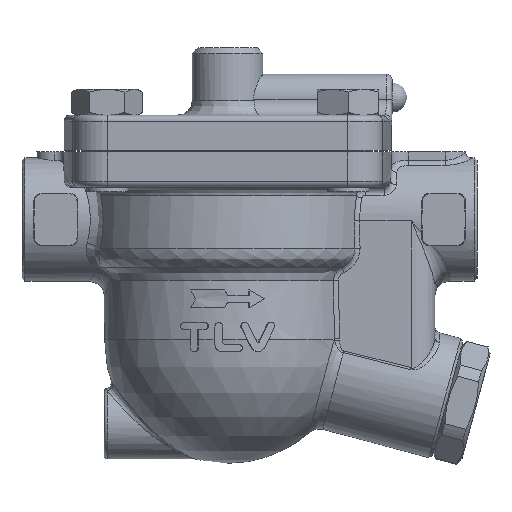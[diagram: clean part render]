
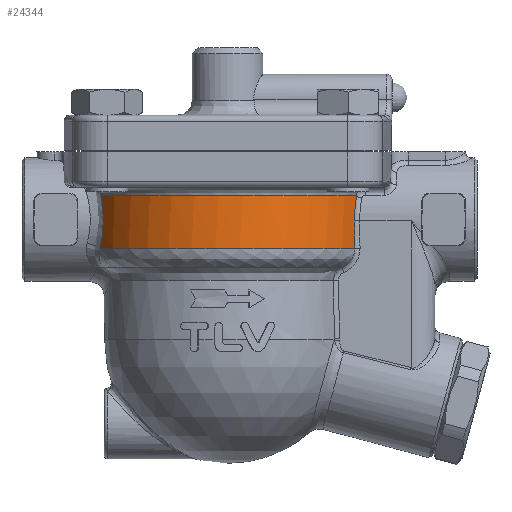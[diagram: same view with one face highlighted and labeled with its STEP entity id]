
A CAD part, front view. The second image highlights one B-rep face of the part: STEP entity #24344.
In plain terms, the highlighted cylindrical face has radius 48.5 mm (diameter 97 mm), a partial arc.
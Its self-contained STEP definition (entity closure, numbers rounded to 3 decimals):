
#602=CARTESIAN_POINT('',(-43.349,-21.75,-21.018));
#603=VERTEX_POINT('',#602);
#921=CARTESIAN_POINT('',(-43.003,-22.427,-3.));
#922=VERTEX_POINT('',#921);
#923=CARTESIAN_POINT('',(-43.349,-21.75,-21.018));
#924=CARTESIAN_POINT('',(-43.147,-22.154,-19.952));
#925=CARTESIAN_POINT('',(-42.788,-22.841,-17.735));
#926=CARTESIAN_POINT('',(-42.506,-23.357,-14.826));
#927=CARTESIAN_POINT('',(-42.399,-23.55,-12.475));
#928=CARTESIAN_POINT('',(-42.371,-23.599,-10.123));
#929=CARTESIAN_POINT('',(-42.467,-23.428,-7.748));
#930=CARTESIAN_POINT('',(-42.678,-23.04,-5.424));
#931=CARTESIAN_POINT('',(-42.85,-22.72,-4.039));
#932=CARTESIAN_POINT('',(-42.967,-22.497,-3.241));
#933=CARTESIAN_POINT('',(-43.003,-22.427,-3.));
#934=B_SPLINE_CURVE_WITH_KNOTS('',3,(#923,#924,#925,#926,#927,#928,#929,#930,#931,#932,#933),.UNSPECIFIED.,.F.,.U.,(4,1,1,1,1,1,1,1,4),(16.531,16.883,17.236,17.413,17.589,17.942,18.118,18.294,18.371),.UNSPECIFIED.);
#935=EDGE_CURVE('',#603,#922,#934,.T.);
#3995=CARTESIAN_POINT('',(43.856,-20.71,-3.));
#3996=VERTEX_POINT('',#3995);
#3997=CARTESIAN_POINT('',(0.,0.0,-3.));
#3998=DIRECTION('',(0.0,0.0,1.0));
#3999=DIRECTION('',(-1.0,0.0,0.0));
#4000=AXIS2_PLACEMENT_3D('',#3997,#3998,#3999);
#4001=CIRCLE('',#4000,48.5);
#4002=EDGE_CURVE('',#922,#3996,#4001,.T.);
#23180=CARTESIAN_POINT('',(43.281,-21.886,-21.018));
#23181=VERTEX_POINT('',#23180);
#23466=CARTESIAN_POINT('',(43.18,-22.084,-11.498));
#23467=VERTEX_POINT('',#23466);
#23475=CARTESIAN_POINT('',(0.,0.0,-1073.929));
#23476=DIRECTION('',(0.,1.,0.021));
#23477=DIRECTION('',(0.,-0.021,1.));
#23478=AXIS2_PLACEMENT_3D('',#23475,#23476,#23477);
#23479=ELLIPSE('',#23478,2333.78,48.5);
#23480=EDGE_CURVE('',#23467,#23181,#23479,.T.);
#23568=CARTESIAN_POINT('',(43.856,-20.71,-3.));
#23569=CARTESIAN_POINT('',(43.727,-20.983,-3.766));
#23570=CARTESIAN_POINT('',(43.5,-21.452,-5.334));
#23571=CARTESIAN_POINT('',(43.229,-21.99,-8.17));
#23572=CARTESIAN_POINT('',(43.167,-22.11,-10.257));
#23573=CARTESIAN_POINT('',(43.18,-22.084,-11.498));
#23574=B_SPLINE_CURVE_WITH_KNOTS('',3,(#23568,#23569,#23570,#23571,#23572,#23573),.UNSPECIFIED.,.F.,.U.,(4,1,1,4),(-0.869,-0.621,-0.372,0.),.UNSPECIFIED.);
#23575=EDGE_CURVE('',#3996,#23467,#23574,.T.);
#24322=CARTESIAN_POINT('',(0.,0.0,-21.018));
#24323=DIRECTION('',(0.0,0.0,-1.0));
#24324=DIRECTION('',(1.0,0.0,0.0));
#24325=AXIS2_PLACEMENT_3D('',#24322,#24323,#24324);
#24326=CIRCLE('',#24325,48.5);
#24327=EDGE_CURVE('',#23181,#603,#24326,.T.);
#24332=CARTESIAN_POINT('',(0.,0.0,-14.));
#24333=DIRECTION('',(0.,0.0,1.0));
#24334=DIRECTION('',(1.0,0.0,0.0));
#24335=AXIS2_PLACEMENT_3D('',#24332,#24333,#24334);
#24336=CYLINDRICAL_SURFACE('',#24335,48.5);
#24337=ORIENTED_EDGE('',*,*,#935,.F.);
#24338=ORIENTED_EDGE('',*,*,#24327,.F.);
#24339=ORIENTED_EDGE('',*,*,#23480,.F.);
#24340=ORIENTED_EDGE('',*,*,#23575,.F.);
#24341=ORIENTED_EDGE('',*,*,#4002,.F.);
#24342=EDGE_LOOP('',(#24337,#24338,#24339,#24340,#24341));
#24343=FACE_OUTER_BOUND('',#24342,.T.);
#24344=ADVANCED_FACE('',(#24343),#24336,.T.);
